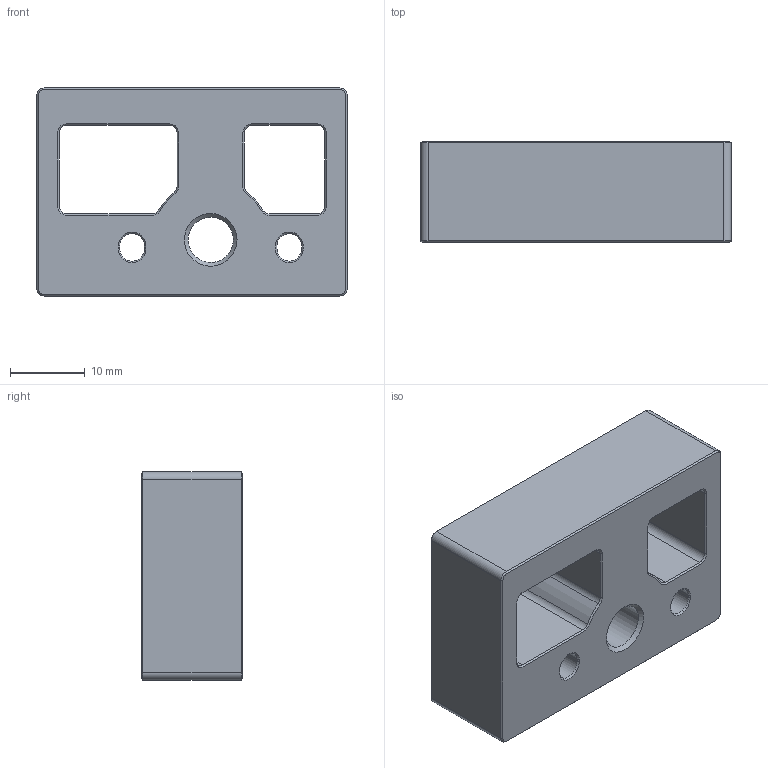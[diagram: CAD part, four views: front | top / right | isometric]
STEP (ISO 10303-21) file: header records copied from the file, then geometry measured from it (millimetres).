
FILE_DESCRIPTION(/* description */ (''),/* implementation_level */ '2;1');
FILE_NAME(/* name */ 'CNC Toolcooler Threaded v2.step',/* time_stamp */ '2021-01-13T15:12:03-05:00',/* author */ (''),/* organization */ (''),/* preprocessor_version */ 'ST-DEVELOPER v18.1',/* originating_system */ 'Autodesk Translation Framework v9.7.1.1290',/* authorisation */ '');
FILE_SCHEMA (('AUTOMOTIVE_DESIGN { 1 0 10303 214 3 1 1 }'));
Length unit declared in the file: millimetre
Products named in the file (1): CNC Toolcooler Threaded
Bounding box: 41.5 x 13.5 x 27.8 mm (x, y, z)
Volume: 10752.5 mm3; surface area: 5276 mm2
Topology: 1 solids, 1 shells, 115 faces, 262 edges, 150 vertices
Faces by surface type: plane 51, cone 42, cylinder 22
Full cylindrical faces by diameter (mm): 5 x1, 6.035 x1
Entity records: 3203 total; most frequent: DIRECTION 580, CARTESIAN_POINT 528, ORIENTED_EDGE 524, EDGE_CURVE 262, AXIS2_PLACEMENT_3D 202, LINE 176, VECTOR 176, VERTEX_POINT 150
